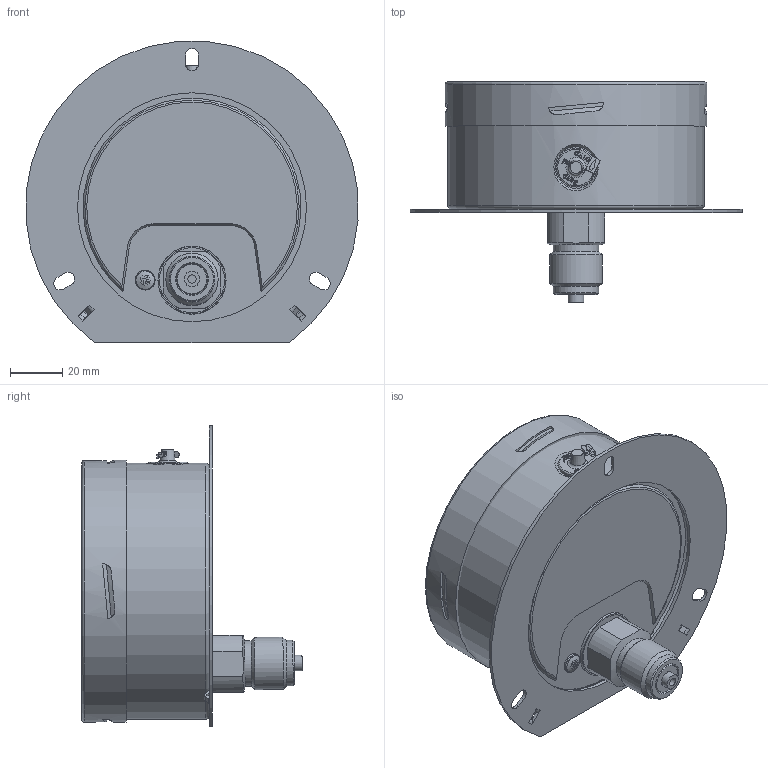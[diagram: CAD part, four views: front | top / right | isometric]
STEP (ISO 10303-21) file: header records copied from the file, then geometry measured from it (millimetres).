
FILE_DESCRIPTION(/* description */ ('ТМж-520ТЭКТ'),/* implementation_level */ '2;1');
FILE_NAME(/* name */ 'ТМж-520ТЭКТ.stp',/* time_stamp */ '2023-08-21T12:54:20+03:00',/* author */ ('Tech'),/* organization */ (''),/* preprocessor_version */ 'ST-DEVELOPER v18.1',/* originating_system */ 'Autodesk Inventor 2021',/* authorisation */ '');
FILE_SCHEMA (('AUTOMOTIVE_DESIGN { 1 0 10303 214 3 1 1 }','TECHNICAL_DATA_PACKAGING'));
Length unit declared in the file: millimetre
Products named in the file (1): ТМж-520ТЭКТ
Bounding box: 127.59 x 84.69 x 115.76 mm (x, y, z)
Volume: 411223 mm3; surface area: 99699.7 mm2
Topology: 8 solids, 8 shells, 884 faces, 2378 edges, 1599 vertices
Faces by surface type: plane 573, bspline 158, cylinder 101, cone 35, torus 16, sphere 1
Full cylindrical faces by diameter (mm): 1.8 x1, 2 x2, 2.093 x1, 2.5 x1, 3.2 x1, 3.3 x4, 4 x2, 4.143 x1, 5.8 x2, 6 x1, 7.6 x2, 10 x1, 10.5 x1, 15 x1, 17.5 x2, 18.8 x1, 20.1 x1, 25 x1, 88 x2, 94 x2, 96.5 x1, 98.5 x1, 99 x1, 100.6 x1
Entity records: 29863 total; most frequent: CARTESIAN_POINT 8017, ORIENTED_EDGE 4746, DIRECTION 4090, EDGE_CURVE 2373, VERTEX_POINT 1599, LINE 1568, VECTOR 1568, AXIS2_PLACEMENT_3D 1261
